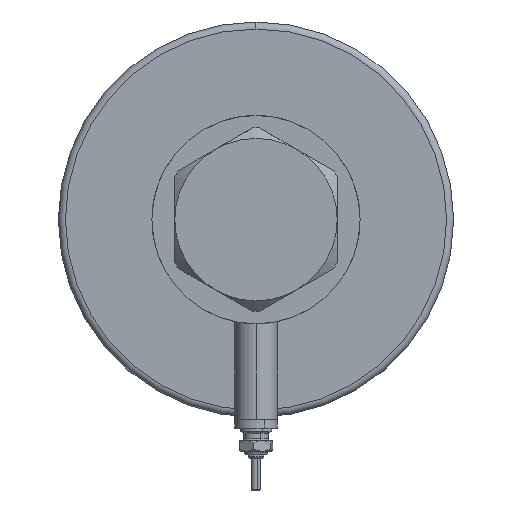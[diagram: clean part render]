
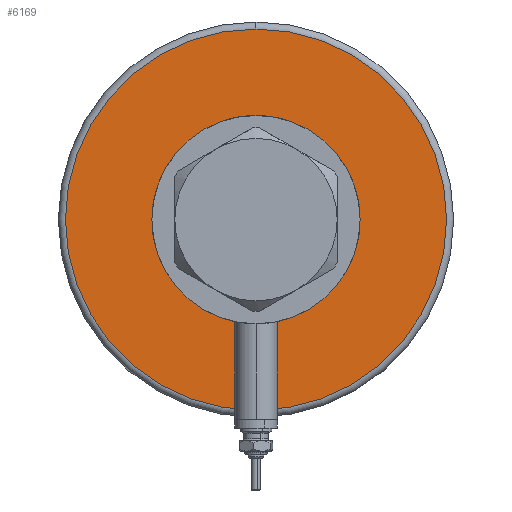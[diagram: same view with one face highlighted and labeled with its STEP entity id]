
A CAD part, left-side view. The second image highlights one B-rep face of the part: STEP entity #6169.
In plain terms, the highlighted face is planar.
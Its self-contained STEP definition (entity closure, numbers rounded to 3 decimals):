
#19 = EDGE_CURVE ( 'NONE', #4514, #4210, #1371, .T. ) ;
#644 = CARTESIAN_POINT ( 'NONE',  ( 24., 0., 0. ) ) ;
#917 = CARTESIAN_POINT ( 'NONE',  ( 54., 0., 0. ) ) ;
#920 = EDGE_LOOP ( 'NONE', ( #2903, #1271 ) ) ;
#1263 = DIRECTION ( 'NONE',  ( 0., 0., 1. ) ) ;
#1271 = ORIENTED_EDGE ( 'NONE', *, *, #1896, .T. ) ;
#1364 = FACE_OUTER_BOUND ( 'NONE', #920, .T. ) ;
#1371 = CIRCLE ( 'NONE', #6063, 54. ) ;
#1896 = EDGE_CURVE ( 'NONE', #4210, #4514, #4848, .T. ) ;
#2083 = AXIS2_PLACEMENT_3D ( 'NONE', #5463, #5433, #4428 ) ;
#2219 = AXIS2_PLACEMENT_3D ( 'NONE', #2701, #5103, #4108 ) ;
#2231 = CARTESIAN_POINT ( 'NONE',  ( -54., 0., 0. ) ) ;
#2429 = VERTEX_POINT ( 'NONE', #644 ) ;
#2459 = ORIENTED_EDGE ( 'NONE', *, *, #5629, .T. ) ;
#2590 = VERTEX_POINT ( 'NONE', #4130 ) ;
#2701 = CARTESIAN_POINT ( 'NONE',  ( 0., 0., 0. ) ) ;
#2825 = AXIS2_PLACEMENT_3D ( 'NONE', #4235, #4818, #4690 ) ;
#2903 = ORIENTED_EDGE ( 'NONE', *, *, #19, .T. ) ;
#3314 = PLANE ( 'NONE',  #5701 ) ;
#3457 = CIRCLE ( 'NONE', #2825, 24. ) ;
#3538 = DIRECTION ( 'NONE',  ( 0., 0., -1. ) ) ;
#3820 = CARTESIAN_POINT ( 'NONE',  ( 0., 0., 0. ) ) ;
#4108 = DIRECTION ( 'NONE',  ( 1., 0., 0. ) ) ;
#4130 = CARTESIAN_POINT ( 'NONE',  ( -24., 0., 0. ) ) ;
#4210 = VERTEX_POINT ( 'NONE', #2231 ) ;
#4235 = CARTESIAN_POINT ( 'NONE',  ( 0., 0., 0. ) ) ;
#4428 = DIRECTION ( 'NONE',  ( 1., 0., 0. ) ) ;
#4449 = EDGE_LOOP ( 'NONE', ( #5767, #2459 ) ) ;
#4496 = CARTESIAN_POINT ( 'NONE',  ( 0., 0., 0. ) ) ;
#4514 = VERTEX_POINT ( 'NONE', #917 ) ;
#4690 = DIRECTION ( 'NONE',  ( 1., 0., 0. ) ) ;
#4818 = DIRECTION ( 'NONE',  ( 0., 0., 1. ) ) ;
#4848 = CIRCLE ( 'NONE', #2083, 54. ) ;
#5103 = DIRECTION ( 'NONE',  ( 0., 0., 1. ) ) ;
#5433 = DIRECTION ( 'NONE',  ( 0., 0., -1. ) ) ;
#5463 = CARTESIAN_POINT ( 'NONE',  ( 0., 0., 0. ) ) ;
#5494 = DIRECTION ( 'NONE',  ( 1., 0., 0. ) ) ;
#5629 = EDGE_CURVE ( 'NONE', #2590, #2429, #3457, .T. ) ;
#5652 = FACE_BOUND ( 'NONE', #4449, .T. ) ;
#5701 = AXIS2_PLACEMENT_3D ( 'NONE', #3820, #1263, #6257 ) ;
#5767 = ORIENTED_EDGE ( 'NONE', *, *, #6061, .T. ) ;
#6061 = EDGE_CURVE ( 'NONE', #2429, #2590, #6208, .T. ) ;
#6063 = AXIS2_PLACEMENT_3D ( 'NONE', #4496, #3538, #5494 ) ;
#6169 = ADVANCED_FACE ( 'NONE', ( #1364, #5652 ), #3314, .F. ) ;
#6208 = CIRCLE ( 'NONE', #2219, 24. ) ;
#6257 = DIRECTION ( 'NONE',  ( 1., 0., 0. ) ) ;
